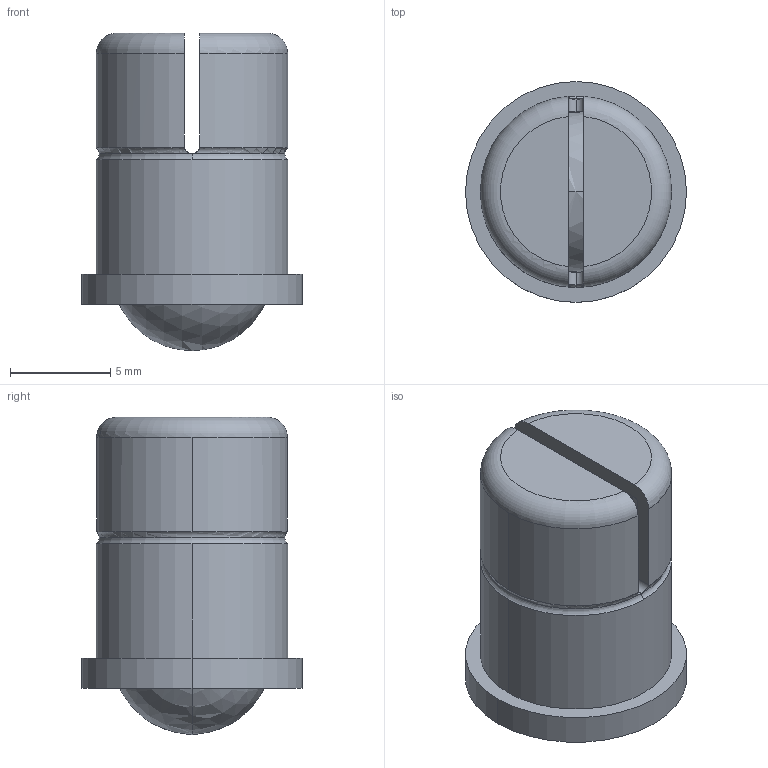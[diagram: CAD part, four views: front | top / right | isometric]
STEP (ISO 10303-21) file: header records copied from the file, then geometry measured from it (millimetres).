
FILE_DESCRIPTION(('STEP AP214'),'1');
FILE_NAME('HALDERN_EH_2B080_0090.stp','2020-02-28T09:42:47',('TraceParts'),('TraceParts S.A.'),'Spatial InterOp 3D',' ',' ');
FILE_SCHEMA(('AUTOMOTIVE_DESIGN { 1 0 10303 214 1 1 1 1 }'));
Length unit declared in the file: millimetre
Products named in the file (1): HALDERN_EH_2B080_0090_1
Bounding box: 11 x 11 x 15.8 mm (x, y, z)
Volume: 606.3 mm3; surface area: 1108.4 mm2
Topology: 2 solids, 2 shells, 32 faces, 85 edges, 53 vertices
Faces by surface type: cylinder 14, torus 8, plane 8, sphere 2
Entity records: 1784 total; most frequent: CARTESIAN_POINT 736, DIRECTION 164, ORIENTED_EDGE 162, EDGE_CURVE 81, AXIS2_PLACEMENT_3D 69, VERTEX_POINT 53, CIRCLE 35, EDGE_LOOP 34
